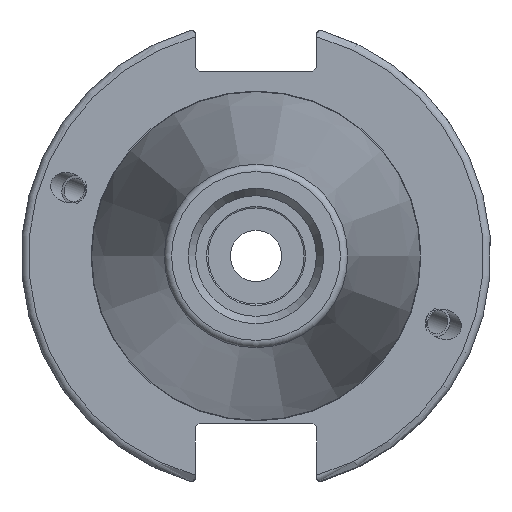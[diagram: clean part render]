
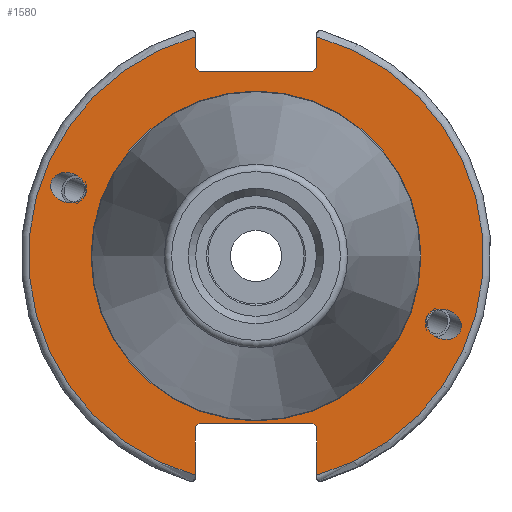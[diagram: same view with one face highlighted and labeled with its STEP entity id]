
A CAD part, left-side view. The second image highlights one B-rep face of the part: STEP entity #1580.
In plain terms, the highlighted planar face has unit normal (-1, 0, 0).
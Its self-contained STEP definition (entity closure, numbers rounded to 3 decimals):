
#140=LINE('',#2803,#235);
#141=LINE('',#2805,#236);
#142=LINE('',#2807,#237);
#143=LINE('',#2809,#238);
#144=LINE('',#2811,#239);
#145=LINE('',#2815,#240);
#146=LINE('',#2817,#241);
#147=LINE('',#2819,#242);
#148=LINE('',#2821,#243);
#149=LINE('',#2822,#244);
#235=VECTOR('',#2129,10.);
#236=VECTOR('',#2130,10.);
#237=VECTOR('',#2131,10.);
#238=VECTOR('',#2132,10.);
#239=VECTOR('',#2133,10.);
#240=VECTOR('',#2136,10.);
#241=VECTOR('',#2137,10.);
#242=VECTOR('',#2138,10.);
#243=VECTOR('',#2139,10.);
#244=VECTOR('',#2140,10.);
#304=ELLIPSE('',#1714,2.442,2.);
#313=ELLIPSE('',#1757,2.442,2.);
#327=FACE_BOUND('',#526,.T.);
#328=FACE_BOUND('',#527,.T.);
#329=FACE_BOUND('',#528,.T.);
#348=PLANE('',#1767);
#420=FACE_OUTER_BOUND('',#525,.T.);
#525=EDGE_LOOP('',(#1285,#1286,#1287,#1288,#1289,#1290,#1291,#1292,#1293,
#1294,#1295,#1296));
#526=EDGE_LOOP('',(#1297));
#527=EDGE_LOOP('',(#1298));
#528=EDGE_LOOP('',(#1299));
#626=CIRCLE('',#1765,22.3);
#628=CIRCLE('',#1768,30.75);
#629=CIRCLE('',#1769,30.75);
#711=VERTEX_POINT('',#2596);
#751=VERTEX_POINT('',#2779);
#756=VERTEX_POINT('',#2794);
#757=VERTEX_POINT('',#2799);
#758=VERTEX_POINT('',#2800);
#759=VERTEX_POINT('',#2802);
#760=VERTEX_POINT('',#2804);
#761=VERTEX_POINT('',#2806);
#762=VERTEX_POINT('',#2808);
#763=VERTEX_POINT('',#2810);
#764=VERTEX_POINT('',#2812);
#765=VERTEX_POINT('',#2814);
#766=VERTEX_POINT('',#2816);
#767=VERTEX_POINT('',#2818);
#768=VERTEX_POINT('',#2820);
#887=EDGE_CURVE('',#711,#711,#304,.T.);
#943=EDGE_CURVE('',#751,#751,#313,.T.);
#950=EDGE_CURVE('',#756,#756,#626,.T.);
#952=EDGE_CURVE('',#757,#758,#628,.T.);
#953=EDGE_CURVE('',#757,#759,#140,.T.);
#954=EDGE_CURVE('',#760,#759,#141,.T.);
#955=EDGE_CURVE('',#760,#761,#142,.T.);
#956=EDGE_CURVE('',#762,#761,#143,.T.);
#957=EDGE_CURVE('',#762,#763,#144,.T.);
#958=EDGE_CURVE('',#764,#763,#629,.T.);
#959=EDGE_CURVE('',#764,#765,#145,.T.);
#960=EDGE_CURVE('',#766,#765,#146,.T.);
#961=EDGE_CURVE('',#766,#767,#147,.T.);
#962=EDGE_CURVE('',#768,#767,#148,.T.);
#963=EDGE_CURVE('',#768,#758,#149,.T.);
#1285=ORIENTED_EDGE('',*,*,#952,.F.);
#1286=ORIENTED_EDGE('',*,*,#953,.T.);
#1287=ORIENTED_EDGE('',*,*,#954,.F.);
#1288=ORIENTED_EDGE('',*,*,#955,.T.);
#1289=ORIENTED_EDGE('',*,*,#956,.F.);
#1290=ORIENTED_EDGE('',*,*,#957,.T.);
#1291=ORIENTED_EDGE('',*,*,#958,.F.);
#1292=ORIENTED_EDGE('',*,*,#959,.T.);
#1293=ORIENTED_EDGE('',*,*,#960,.F.);
#1294=ORIENTED_EDGE('',*,*,#961,.T.);
#1295=ORIENTED_EDGE('',*,*,#962,.F.);
#1296=ORIENTED_EDGE('',*,*,#963,.T.);
#1297=ORIENTED_EDGE('',*,*,#887,.T.);
#1298=ORIENTED_EDGE('',*,*,#943,.T.);
#1299=ORIENTED_EDGE('',*,*,#950,.F.);
#1580=ADVANCED_FACE('',(#420,#327,#328,#329),#348,.T.);
#1714=AXIS2_PLACEMENT_3D('',#2598,#2000,#2001);
#1757=AXIS2_PLACEMENT_3D('',#2781,#2103,#2104);
#1765=AXIS2_PLACEMENT_3D('',#2796,#2121,#2122);
#1767=AXIS2_PLACEMENT_3D('',#2798,#2125,#2126);
#1768=AXIS2_PLACEMENT_3D('',#2801,#2127,#2128);
#1769=AXIS2_PLACEMENT_3D('',#2813,#2134,#2135);
#2000=DIRECTION('center_axis',(1.,0.,0.));
#2001=DIRECTION('ref_axis',(0.,-0.94,-0.342));
#2103=DIRECTION('center_axis',(1.,0.,0.));
#2104=DIRECTION('ref_axis',(0.,0.94,0.342));
#2121=DIRECTION('center_axis',(-1.,0.,0.));
#2122=DIRECTION('ref_axis',(0.,-1.,0.));
#2125=DIRECTION('center_axis',(-1.,0.,0.));
#2126=DIRECTION('ref_axis',(0.,0.,1.));
#2127=DIRECTION('center_axis',(1.,0.,0.));
#2128=DIRECTION('ref_axis',(0.,-1.,0.));
#2129=DIRECTION('',(0.,0.,-1.));
#2130=DIRECTION('',(0.,-0.707,0.707));
#2131=DIRECTION('',(0.,1.,0.));
#2132=DIRECTION('',(0.,-0.707,-0.707));
#2133=DIRECTION('',(0.,0.,1.));
#2134=DIRECTION('center_axis',(1.,0.,0.));
#2135=DIRECTION('ref_axis',(0.,1.,0.));
#2136=DIRECTION('',(0.,0.,1.));
#2137=DIRECTION('',(0.,0.707,-0.707));
#2138=DIRECTION('',(0.,-1.,0.));
#2139=DIRECTION('',(0.,0.707,0.707));
#2140=DIRECTION('',(0.,0.,-1.));
#2596=CARTESIAN_POINT('',(3.175,-23.077,-8.399));
#2598=CARTESIAN_POINT('Origin',(3.175,-25.372,-9.235));
#2779=CARTESIAN_POINT('',(3.175,23.077,8.399));
#2781=CARTESIAN_POINT('Origin',(3.175,25.372,9.235));
#2794=CARTESIAN_POINT('',(3.175,0.,22.3));
#2796=CARTESIAN_POINT('Origin',(3.175,0.,0.));
#2798=CARTESIAN_POINT('Origin',(3.175,31.75,0.));
#2799=CARTESIAN_POINT('',(3.175,-8.19,29.639));
#2800=CARTESIAN_POINT('',(3.175,-8.19,-29.639));
#2801=CARTESIAN_POINT('Origin',(3.175,0.,0.));
#2802=CARTESIAN_POINT('',(3.175,-8.19,25.5));
#2803=CARTESIAN_POINT('',(3.175,-8.19,12.5));
#2804=CARTESIAN_POINT('',(3.175,-7.69,25.));
#2805=CARTESIAN_POINT('',(3.175,8.295,9.015));
#2806=CARTESIAN_POINT('',(3.175,7.69,25.));
#2807=CARTESIAN_POINT('',(3.175,15.875,25.));
#2808=CARTESIAN_POINT('',(3.175,8.19,25.5));
#2809=CARTESIAN_POINT('',(3.175,7.58,24.89));
#2810=CARTESIAN_POINT('',(3.175,8.19,29.639));
#2811=CARTESIAN_POINT('',(3.175,8.19,12.5));
#2812=CARTESIAN_POINT('',(3.175,8.19,-29.639));
#2813=CARTESIAN_POINT('Origin',(3.175,0.,0.));
#2814=CARTESIAN_POINT('',(3.175,8.19,-23.1));
#2815=CARTESIAN_POINT('',(3.175,8.19,-11.3));
#2816=CARTESIAN_POINT('',(3.175,7.69,-22.6));
#2817=CARTESIAN_POINT('',(3.175,8.18,-23.09));
#2818=CARTESIAN_POINT('',(3.175,-7.69,-22.6));
#2819=CARTESIAN_POINT('',(3.175,15.875,-22.6));
#2820=CARTESIAN_POINT('',(3.175,-8.19,-23.1));
#2821=CARTESIAN_POINT('',(3.175,7.695,-7.215));
#2822=CARTESIAN_POINT('',(3.175,-8.19,-11.3));
